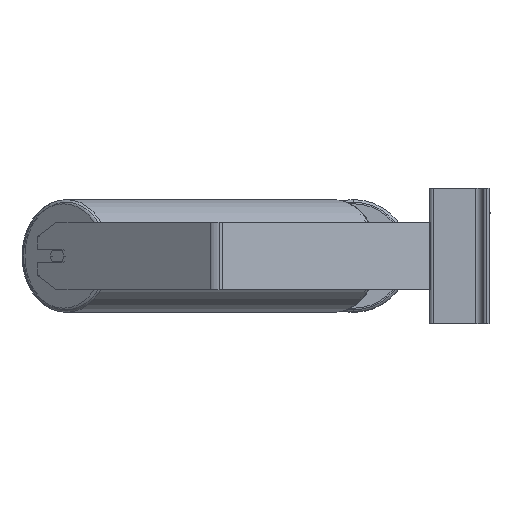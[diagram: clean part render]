
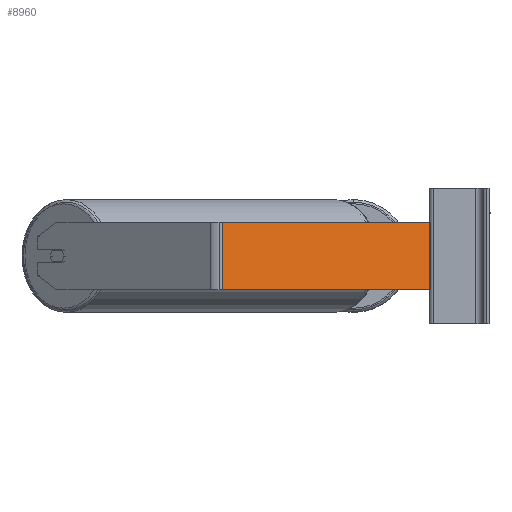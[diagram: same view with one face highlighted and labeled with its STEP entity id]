
A CAD part, left-side view. The second image highlights one B-rep face of the part: STEP entity #8960.
In plain terms, the highlighted planar face has unit normal (-0.966, -0.259, 0).
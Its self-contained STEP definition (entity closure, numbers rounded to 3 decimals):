
#88 = VECTOR ( 'NONE', #6806, 1000. ) ;
#92 = CARTESIAN_POINT ( 'NONE',  ( -855.603, 262.761, 40. ) ) ;
#484 = CARTESIAN_POINT ( 'NONE',  ( -787.727, 9.447, 40. ) ) ;
#624 = EDGE_CURVE ( 'NONE', #7548, #5615, #8262, .T. ) ;
#1704 = CARTESIAN_POINT ( 'NONE',  ( -855.603, 262.761, 40. ) ) ;
#2199 = ORIENTED_EDGE ( 'NONE', *, *, #8656, .T. ) ;
#2456 = VERTEX_POINT ( 'NONE', #6086 ) ;
#3136 = ORIENTED_EDGE ( 'NONE', *, *, #7434, .T. ) ;
#3244 = LINE ( 'NONE', #1704, #88 ) ;
#3629 = PLANE ( 'NONE',  #5379 ) ;
#4136 = CARTESIAN_POINT ( 'NONE',  ( -787.727, 9.447, -40. ) ) ;
#4648 = CARTESIAN_POINT ( 'NONE',  ( -787.727, 9.447, 40. ) ) ;
#5182 = VECTOR ( 'NONE', #8066, 1000. ) ;
#5251 = VECTOR ( 'NONE', #7298, 1000. ) ;
#5379 = AXIS2_PLACEMENT_3D ( 'NONE', #92, #7134, #6159 ) ;
#5441 = LINE ( 'NONE', #10379, #5182 ) ;
#5615 = VERTEX_POINT ( 'NONE', #4136 ) ;
#5732 = EDGE_LOOP ( 'NONE', ( #3136, #10441, #10817, #2199 ) ) ;
#5913 = DIRECTION ( 'NONE',  ( 0., 0., -1. ) ) ;
#6086 = CARTESIAN_POINT ( 'NONE',  ( -853.447, 254.716, -40. ) ) ;
#6159 = DIRECTION ( 'NONE',  ( -0.259, 0.966, 0. ) ) ;
#6806 = DIRECTION ( 'NONE',  ( 0.259, -0.966, 0. ) ) ;
#6858 = EDGE_CURVE ( 'NONE', #9543, #7548, #3244, .T. ) ;
#7134 = DIRECTION ( 'NONE',  ( 0.966, 0.259, 0. ) ) ;
#7298 = DIRECTION ( 'NONE',  ( 0., 0., -1. ) ) ;
#7434 = EDGE_CURVE ( 'NONE', #2456, #5615, #5441, .T. ) ;
#7548 = VERTEX_POINT ( 'NONE', #4648 ) ;
#8066 = DIRECTION ( 'NONE',  ( 0.259, -0.966, 0. ) ) ;
#8262 = LINE ( 'NONE', #484, #5251 ) ;
#8300 = VECTOR ( 'NONE', #5913, 1000. ) ;
#8406 = LINE ( 'NONE', #9309, #8300 ) ;
#8519 = CARTESIAN_POINT ( 'NONE',  ( -853.447, 254.716, 40. ) ) ;
#8656 = EDGE_CURVE ( 'NONE', #9543, #2456, #8406, .T. ) ;
#8960 = ADVANCED_FACE ( 'NONE', ( #9659 ), #3629, .F. ) ;
#9309 = CARTESIAN_POINT ( 'NONE',  ( -853.447, 254.716, 40. ) ) ;
#9543 = VERTEX_POINT ( 'NONE', #8519 ) ;
#9659 = FACE_OUTER_BOUND ( 'NONE', #5732, .T. ) ;
#10379 = CARTESIAN_POINT ( 'NONE',  ( -855.603, 262.761, -40. ) ) ;
#10441 = ORIENTED_EDGE ( 'NONE', *, *, #624, .F. ) ;
#10817 = ORIENTED_EDGE ( 'NONE', *, *, #6858, .F. ) ;
